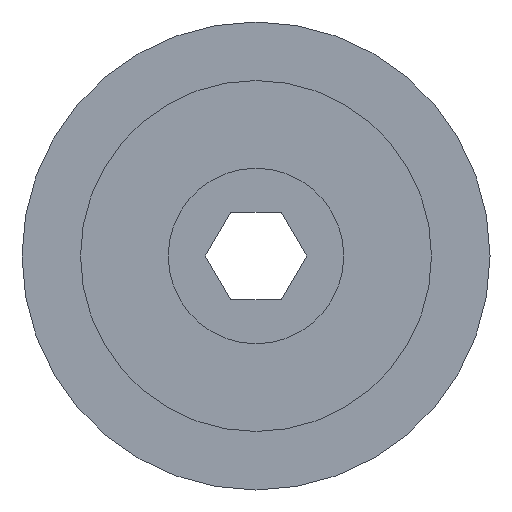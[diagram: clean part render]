
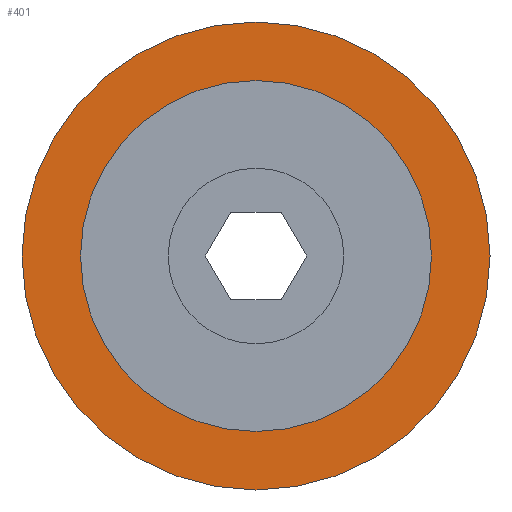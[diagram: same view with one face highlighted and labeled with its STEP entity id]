
A CAD part, front view. The second image highlights one B-rep face of the part: STEP entity #401.
In plain terms, the highlighted planar face has unit normal (0, -1, 0).
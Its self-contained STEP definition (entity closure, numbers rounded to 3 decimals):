
#17=FACE_BOUND('',#86,.T.);
#24=PLANE('',#473);
#61=FACE_OUTER_BOUND('',#85,.T.);
#85=EDGE_LOOP('',(#336,#337));
#86=EDGE_LOOP('',(#338,#339));
#159=CIRCLE('',#447,3.);
#160=CIRCLE('',#448,3.);
#165=CIRCLE('',#454,4.);
#166=CIRCLE('',#455,4.);
#189=VERTEX_POINT('',#643);
#190=VERTEX_POINT('',#644);
#195=VERTEX_POINT('',#657);
#196=VERTEX_POINT('',#659);
#233=EDGE_CURVE('',#189,#190,#159,.T.);
#234=EDGE_CURVE('',#190,#189,#160,.T.);
#241=EDGE_CURVE('',#196,#195,#165,.T.);
#242=EDGE_CURVE('',#195,#196,#166,.T.);
#336=ORIENTED_EDGE('',*,*,#241,.T.);
#337=ORIENTED_EDGE('',*,*,#242,.T.);
#338=ORIENTED_EDGE('',*,*,#233,.T.);
#339=ORIENTED_EDGE('',*,*,#234,.T.);
#401=ADVANCED_FACE('',(#61,#17),#24,.F.);
#447=AXIS2_PLACEMENT_3D('',#645,#519,#520);
#448=AXIS2_PLACEMENT_3D('',#646,#521,#522);
#454=AXIS2_PLACEMENT_3D('',#660,#535,#536);
#455=AXIS2_PLACEMENT_3D('',#661,#537,#538);
#473=AXIS2_PLACEMENT_3D('',#691,#575,#576);
#519=DIRECTION('center_axis',(0.,1.,0.));
#520=DIRECTION('ref_axis',(0.,0.,1.));
#521=DIRECTION('center_axis',(0.,1.,0.));
#522=DIRECTION('ref_axis',(0.,0.,1.));
#535=DIRECTION('center_axis',(0.,-1.,0.));
#536=DIRECTION('ref_axis',(0.,0.,1.));
#537=DIRECTION('center_axis',(0.,-1.,0.));
#538=DIRECTION('ref_axis',(0.,0.,1.));
#575=DIRECTION('center_axis',(0.,1.,0.));
#576=DIRECTION('ref_axis',(0.,0.,1.));
#643=CARTESIAN_POINT('',(0.,-11.1,3.));
#644=CARTESIAN_POINT('',(0.,-11.1,-3.));
#645=CARTESIAN_POINT('Origin',(0.,-11.1,0.));
#646=CARTESIAN_POINT('Origin',(0.,-11.1,0.));
#657=CARTESIAN_POINT('',(0.,-11.1,-4.));
#659=CARTESIAN_POINT('',(0.,-11.1,4.));
#660=CARTESIAN_POINT('Origin',(0.,-11.1,0.));
#661=CARTESIAN_POINT('Origin',(0.,-11.1,0.));
#691=CARTESIAN_POINT('Origin',(0.,-11.1,0.));
